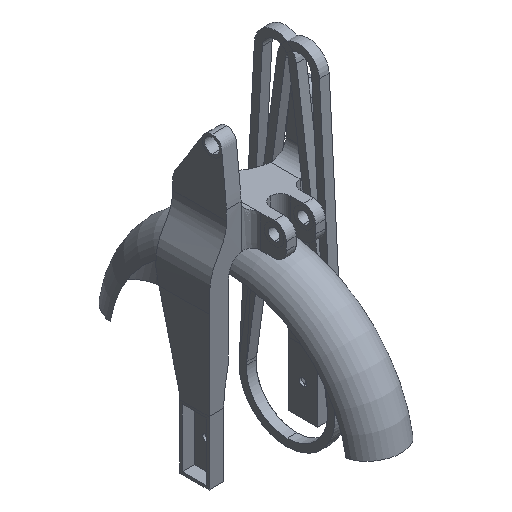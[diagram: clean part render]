
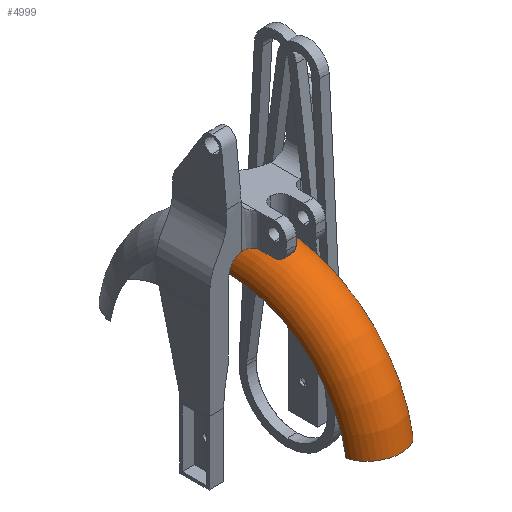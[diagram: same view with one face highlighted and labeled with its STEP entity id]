
A CAD part, isometric view. The second image highlights one B-rep face of the part: STEP entity #4999.
In plain terms, the highlighted toroidal (fillet/blend) face has major radius 244 mm and minor radius 57 mm.
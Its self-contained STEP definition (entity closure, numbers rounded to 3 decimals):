
#208 = CIRCLE ( 'NONE', #5560, 57. ) ;
#297 = ORIENTED_EDGE ( 'NONE', *, *, #1999, .T. ) ;
#330 = DIRECTION ( 'NONE',  ( 0., 0., 1. ) ) ;
#332 = CARTESIAN_POINT ( 'NONE',  ( 0., 0., -243. ) ) ;
#649 = CARTESIAN_POINT ( 'NONE',  ( 57., -241.092, -449.441 ) ) ;
#874 = DIRECTION ( 'NONE',  ( -1., 0., 0. ) ) ;
#1220 = AXIS2_PLACEMENT_3D ( 'NONE', #332, #3592, #6210 ) ;
#1467 = CARTESIAN_POINT ( 'NONE',  ( -57., 0., -487. ) ) ;
#1814 = TOROIDAL_SURFACE ( 'NONE', #5871, 244., 57. ) ;
#1829 = CIRCLE ( 'NONE', #1220, 57. ) ;
#1999 = EDGE_CURVE ( 'NONE', #5894, #3037, #7969, .T. ) ;
#2230 = ORIENTED_EDGE ( 'NONE', *, *, #2761, .T. ) ;
#2556 = AXIS2_PLACEMENT_3D ( 'NONE', #8180, #4977, #3003 ) ;
#2663 = AXIS2_PLACEMENT_3D ( 'NONE', #1467, #4138, #3513 ) ;
#2761 = EDGE_CURVE ( 'NONE', #3037, #4068, #1829, .T. ) ;
#2825 = CIRCLE ( 'NONE', #2663, 244. ) ;
#2939 = EDGE_CURVE ( 'NONE', #6413, #5894, #208, .T. ) ;
#3003 = DIRECTION ( 'NONE',  ( 0., -0.988, 0.154 ) ) ;
#3019 = CARTESIAN_POINT ( 'NONE',  ( 0., -241.092, -449.441 ) ) ;
#3037 = VERTEX_POINT ( 'NONE', #5744 ) ;
#3047 = DIRECTION ( 'NONE',  ( 0., -0.988, 0.154 ) ) ;
#3088 = ORIENTED_EDGE ( 'NONE', *, *, #2939, .T. ) ;
#3168 = ORIENTED_EDGE ( 'NONE', *, *, #3656, .F. ) ;
#3464 = CARTESIAN_POINT ( 'NONE',  ( 0., 0., -487. ) ) ;
#3513 = DIRECTION ( 'NONE',  ( 0., -0.988, 0.154 ) ) ;
#3592 = DIRECTION ( 'NONE',  ( 0., -1., 0. ) ) ;
#3656 = EDGE_CURVE ( 'NONE', #6413, #4068, #2825, .T. ) ;
#4068 = VERTEX_POINT ( 'NONE', #6360 ) ;
#4138 = DIRECTION ( 'NONE',  ( -1., 0., 0. ) ) ;
#4977 = DIRECTION ( 'NONE',  ( -1., 0., 0. ) ) ;
#4999 = ADVANCED_FACE ( 'NONE', ( #6653 ), #1814, .T. ) ;
#5119 = DIRECTION ( 'NONE',  ( 0., 0.154, 0.988 ) ) ;
#5560 = AXIS2_PLACEMENT_3D ( 'NONE', #3019, #5119, #3047 ) ;
#5744 = CARTESIAN_POINT ( 'NONE',  ( 57., 0., -243. ) ) ;
#5871 = AXIS2_PLACEMENT_3D ( 'NONE', #3464, #874, #330 ) ;
#5894 = VERTEX_POINT ( 'NONE', #649 ) ;
#6045 = CARTESIAN_POINT ( 'NONE',  ( -57., -241.092, -449.441 ) ) ;
#6210 = DIRECTION ( 'NONE',  ( 0., 0., -1. ) ) ;
#6360 = CARTESIAN_POINT ( 'NONE',  ( -57., 0., -243. ) ) ;
#6413 = VERTEX_POINT ( 'NONE', #6045 ) ;
#6643 = EDGE_LOOP ( 'NONE', ( #297, #2230, #3168, #3088 ) ) ;
#6653 = FACE_OUTER_BOUND ( 'NONE', #6643, .T. ) ;
#7969 = CIRCLE ( 'NONE', #2556, 244. ) ;
#8180 = CARTESIAN_POINT ( 'NONE',  ( 57., 0., -487. ) ) ;
